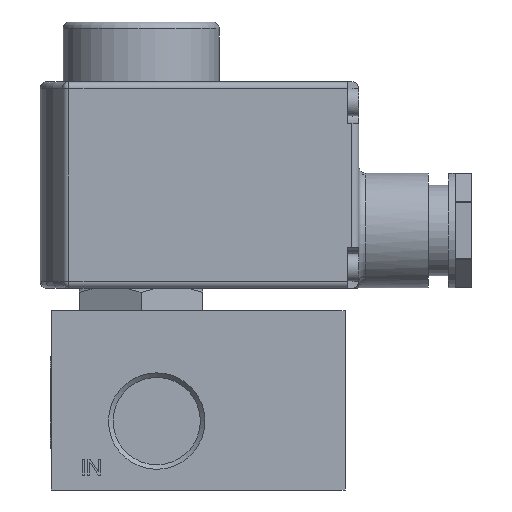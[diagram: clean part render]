
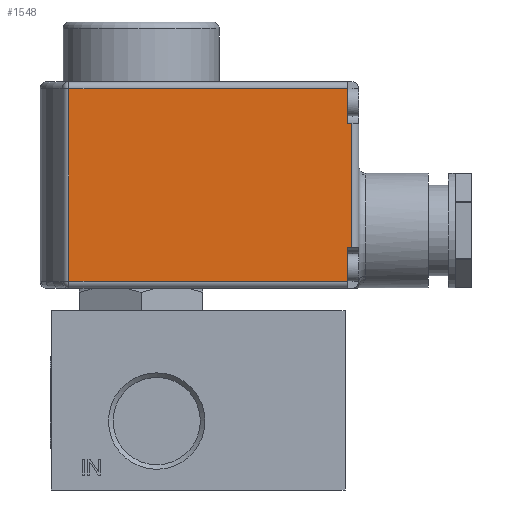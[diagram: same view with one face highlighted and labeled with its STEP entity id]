
A CAD part, left-side view. The second image highlights one B-rep face of the part: STEP entity #1548.
In plain terms, the highlighted planar face has unit normal (-1, 0, 0).
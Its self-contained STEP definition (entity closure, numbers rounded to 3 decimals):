
#599=FACE_OUTER_BOUND('',#2866,.T.);
#1548=ADVANCED_FACE('',(#599),#2051,.T.);
#2051=PLANE('',#12167);
#2866=EDGE_LOOP('',(#5726,#5727,#5728,#5729,#5730,#5731,#5732,#5733));
#5726=ORIENTED_EDGE('',*,*,#8803,.T.);
#5727=ORIENTED_EDGE('',*,*,#8804,.T.);
#5728=ORIENTED_EDGE('',*,*,#7574,.F.);
#5729=ORIENTED_EDGE('',*,*,#8805,.F.);
#5730=ORIENTED_EDGE('',*,*,#8806,.T.);
#5731=ORIENTED_EDGE('',*,*,#8807,.T.);
#5732=ORIENTED_EDGE('',*,*,#7597,.F.);
#5733=ORIENTED_EDGE('',*,*,#8808,.T.);
#6509=VERTEX_POINT('',#15408);
#6510=VERTEX_POINT('',#15409);
#6532=VERTEX_POINT('',#15456);
#6533=VERTEX_POINT('',#15458);
#7353=VERTEX_POINT('',#20905);
#7354=VERTEX_POINT('',#20906);
#7355=VERTEX_POINT('',#20909);
#7356=VERTEX_POINT('',#20911);
#7574=EDGE_CURVE('',#6509,#6510,#9169,.T.);
#7597=EDGE_CURVE('',#6532,#6533,#9182,.T.);
#8803=EDGE_CURVE('',#7353,#7354,#10117,.T.);
#8804=EDGE_CURVE('',#7354,#6510,#10118,.T.);
#8805=EDGE_CURVE('',#7355,#6509,#10119,.T.);
#8806=EDGE_CURVE('',#7355,#7356,#10120,.T.);
#8807=EDGE_CURVE('',#7356,#6533,#10121,.T.);
#8808=EDGE_CURVE('',#6532,#7353,#10122,.T.);
#9169=LINE('',#15407,#10355);
#9182=LINE('',#15457,#10368);
#10117=LINE('',#20904,#11358);
#10118=LINE('',#20907,#11359);
#10119=LINE('',#20908,#11360);
#10120=LINE('',#20910,#11361);
#10121=LINE('',#20912,#11362);
#10122=LINE('',#20913,#11363);
#10355=VECTOR('',#12456,1.);
#10368=VECTOR('',#12495,1.);
#11358=VECTOR('',#14597,1.);
#11359=VECTOR('',#14598,1.);
#11360=VECTOR('',#14599,1.);
#11361=VECTOR('',#14600,1.);
#11362=VECTOR('',#14601,1.);
#11363=VECTOR('',#14602,1.);
#12167=AXIS2_PLACEMENT_3D('',#20914,#14603,#14604);
#12456=DIRECTION('',(0.,0.,-1.));
#12495=DIRECTION('',(0.,0.,-1.));
#14597=DIRECTION('',(0.,0.,-1.));
#14598=DIRECTION('',(0.,-1.,0.));
#14599=DIRECTION('',(0.,1.,0.));
#14600=DIRECTION('',(0.,0.,1.));
#14601=DIRECTION('',(0.,1.,0.));
#14602=DIRECTION('',(0.,1.,0.));
#14603=DIRECTION('',(-1.,0.,0.));
#14604=DIRECTION('',(0.,1.,0.));
#15407=CARTESIAN_POINT('',(5.,-0.5,52.9));
#15408=CARTESIAN_POINT('',(5.,-0.5,52.9));
#15409=CARTESIAN_POINT('',(5.,-0.5,45.4));
#15456=CARTESIAN_POINT('',(5.,-0.5,87.4));
#15457=CARTESIAN_POINT('',(5.,-0.5,88.9));
#15458=CARTESIAN_POINT('',(5.,-0.5,79.9));
#20904=CARTESIAN_POINT('',(5.,60.1,66.4));
#20905=CARTESIAN_POINT('',(5.,60.1,87.4));
#20906=CARTESIAN_POINT('',(5.,60.1,45.4));
#20907=CARTESIAN_POINT('',(5.,16.6,45.4));
#20908=CARTESIAN_POINT('',(5.,-0.5,52.9));
#20909=CARTESIAN_POINT('',(5.,-1.5,52.9));
#20910=CARTESIAN_POINT('',(5.,-1.5,66.4));
#20911=CARTESIAN_POINT('',(5.,-1.5,79.9));
#20912=CARTESIAN_POINT('',(5.,-0.5,79.9));
#20913=CARTESIAN_POINT('',(5.,16.6,87.4));
#20914=CARTESIAN_POINT('',(5.,16.6,66.4));
